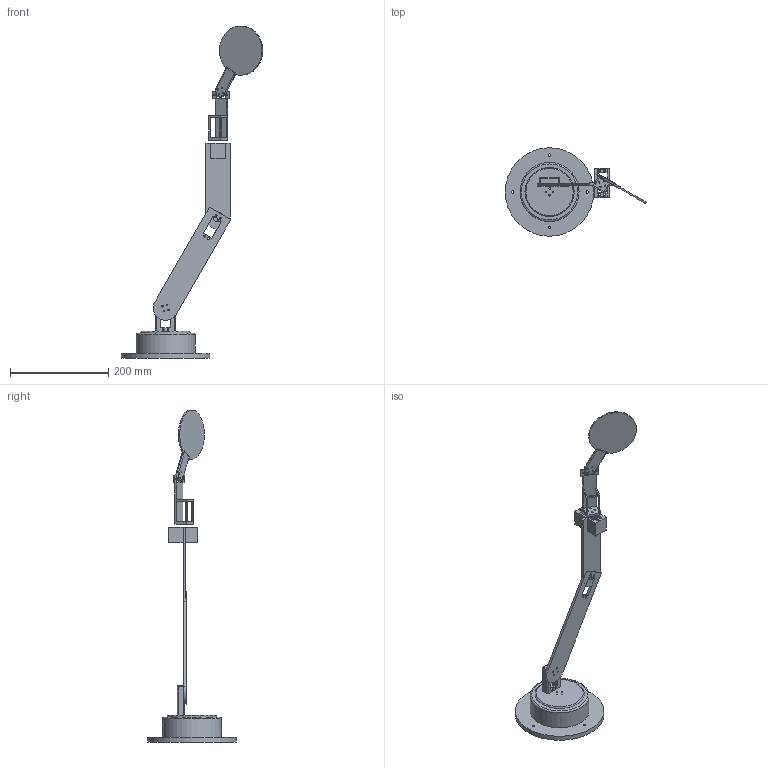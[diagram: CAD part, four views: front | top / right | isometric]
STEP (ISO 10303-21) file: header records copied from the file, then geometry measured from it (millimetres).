
FILE_DESCRIPTION(/* description */ (''),/* implementation_level */ '2;1');
FILE_NAME(/* name */ 'Final v2.step',/* time_stamp */ '2023-03-09T19:56:44Z',/* author */ (''),/* organization */ (''),/* preprocessor_version */ 'ST-DEVELOPER v19.2',/* originating_system */ 'Autodesk Translation Framework v11.17.0.187',/* authorisation */ '');
FILE_SCHEMA (('AUTOMOTIVE_DESIGN { 1 0 10303 214 3 1 1 }'));
Length unit declared in the file: millimetre
Products named in the file (7): Final; base v10; connector1 v8; endEffector v6; link2 v10; link3 v5; link4 v6
Assembly tree (6 placements, depth 2):
  Final
    base v10
    connector1 v8
    endEffector v6
    link2 v10
    link3 v5
    link4 v6
Bounding box: 287.65 x 180 x 675.05 mm (x, y, z)
Volume: 863949.8 mm3; surface area: 189041.9 mm2
Topology: 6 solids, 6 shells, 182 faces, 495 edges, 323 vertices
Faces by surface type: plane 107, cylinder 67, torus 4, sphere 4
Full cylindrical faces by diameter (mm): 3 x22, 4 x16, 5 x4, 15 x1, 20 x4, 120 x1, 180 x1
Entity records: 6195 total; most frequent: CARTESIAN_POINT 1068, DIRECTION 1015, ORIENTED_EDGE 990, EDGE_CURVE 495, LINE 353, VECTOR 353, AXIS2_PLACEMENT_3D 331, VERTEX_POINT 323
